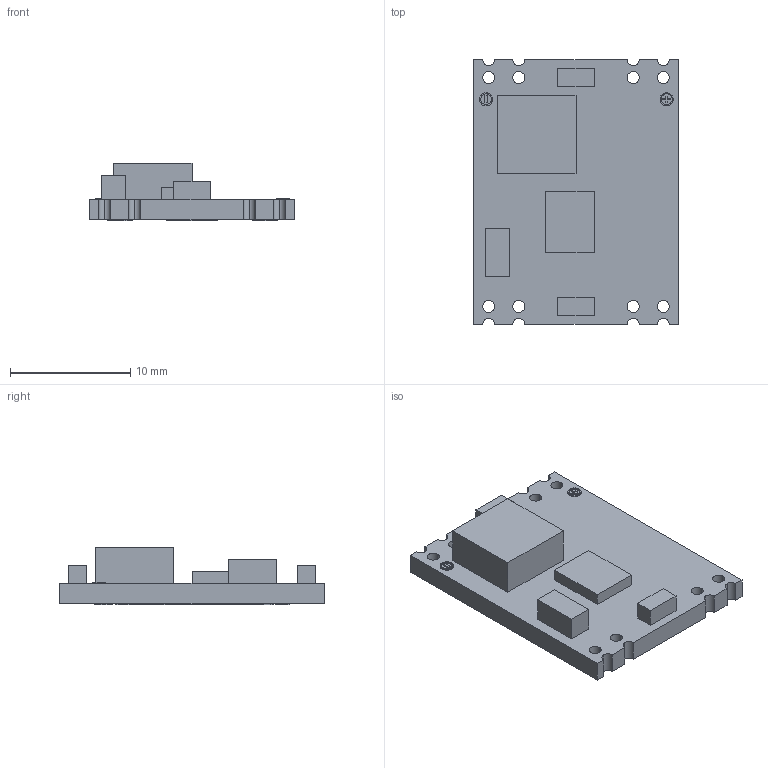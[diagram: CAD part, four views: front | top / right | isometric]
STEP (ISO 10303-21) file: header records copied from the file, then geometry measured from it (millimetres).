
FILE_DESCRIPTION(/* description */ ('VariCAD 2022-1.06 AP-214'),/* implementation_level */ '2;1');
FILE_NAME(/* name */ 'step down nabíjení.stp',/* time_stamp */ '2022-04-15T16:45:25+01:00',/* author */ (''),/* organization */ (''),/* preprocessor_version */ 'VariCAD 2022-1.06',/* originating_system */ 'VariCAD 2022-1.06; kernel version (20180118)',/* authorisation */ '');
FILE_SCHEMA(('AUTOMOTIVE_DESIGN'));
Length unit declared in the file: millimetre
Products named in the file (26): step down nabíjení
Assembly tree (25 placements, depth 2):
  step down nabíjení
    (unnamed)
    (unnamed)
    (unnamed)
    (unnamed)
    (unnamed)
    (unnamed)
    (unnamed)
    (unnamed)
    (unnamed)
    (unnamed)
    (unnamed)
    (unnamed)
    (unnamed)
    (unnamed)
    (unnamed)
    (unnamed)
    (unnamed)
    (unnamed)
    (unnamed)
    (unnamed)
    (unnamed)
    (unnamed)
    (unnamed)
    (unnamed)
    (unnamed)
Bounding box: 17 x 22 x 4.8 mm (x, y, z)
Volume: 798.4 mm3; surface area: 1280.1 mm2
Topology: 25 solids, 25 shells, 248 faces, 594 edges, 396 vertices
Faces by surface type: plane 192, cylinder 44, extrusion 12
Entity records: 10046 total; most frequent: CARTESIAN_POINT 2392, DIRECTION 1294, ORIENTED_EDGE 1188, EDGE_CURVE 594, VECTOR 494, LINE 482, AXIS2_PLACEMENT_3D 400, VERTEX_POINT 396
